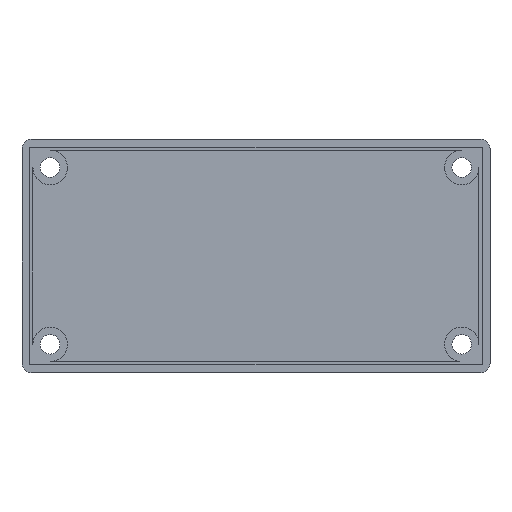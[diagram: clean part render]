
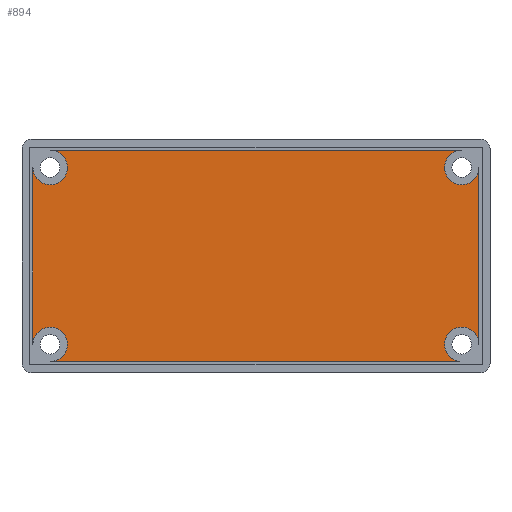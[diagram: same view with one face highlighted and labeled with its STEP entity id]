
A CAD part, top view. The second image highlights one B-rep face of the part: STEP entity #894.
In plain terms, the highlighted planar face has unit normal (0, 0, 1).
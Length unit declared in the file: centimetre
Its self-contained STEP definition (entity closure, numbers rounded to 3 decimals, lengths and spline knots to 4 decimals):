
#46=PLANE('',#966);
#104=VECTOR('',#1107,1.);
#108=VECTOR('',#1118,1.);
#112=VECTOR('',#1129,1.);
#116=VECTOR('',#1140,1.);
#192=LINE('',#1368,#104);
#196=LINE('',#1380,#108);
#200=LINE('',#1392,#112);
#204=LINE('',#1404,#116);
#282=VERTEX_POINT('',#1360);
#283=VERTEX_POINT('',#1361);
#286=VERTEX_POINT('',#1369);
#288=VERTEX_POINT('',#1375);
#290=VERTEX_POINT('',#1381);
#292=VERTEX_POINT('',#1387);
#294=VERTEX_POINT('',#1393);
#296=VERTEX_POINT('',#1399);
#342=CIRCLE('',#951,0.1397);
#344=CIRCLE('',#955,0.1397);
#346=CIRCLE('',#959,0.1397);
#348=CIRCLE('',#963,0.1397);
#422=EDGE_CURVE('',#282,#283,#342,.T.);
#426=EDGE_CURVE('',#283,#286,#192,.T.);
#429=EDGE_CURVE('',#286,#288,#344,.T.);
#432=EDGE_CURVE('',#288,#290,#196,.T.);
#435=EDGE_CURVE('',#290,#292,#346,.T.);
#438=EDGE_CURVE('',#292,#294,#200,.T.);
#441=EDGE_CURVE('',#294,#296,#348,.T.);
#444=EDGE_CURVE('',#296,#282,#204,.T.);
#602=ORIENTED_EDGE('',*,*,#422,.T.);
#603=ORIENTED_EDGE('',*,*,#426,.T.);
#604=ORIENTED_EDGE('',*,*,#429,.T.);
#605=ORIENTED_EDGE('',*,*,#432,.T.);
#606=ORIENTED_EDGE('',*,*,#435,.T.);
#607=ORIENTED_EDGE('',*,*,#438,.T.);
#608=ORIENTED_EDGE('',*,*,#441,.T.);
#609=ORIENTED_EDGE('',*,*,#444,.T.);
#774=EDGE_LOOP('',(#602,#603,#604,#605,#606,#607,#608,#609));
#836=FACE_BOUND('',#774,.T.);
#894=ADVANCED_FACE('',(#836),#46,.T.);
#951=AXIS2_PLACEMENT_3D('',#1359,#1100,#1101);
#955=AXIS2_PLACEMENT_3D('',#1374,#1112,#1113);
#959=AXIS2_PLACEMENT_3D('',#1386,#1123,#1124);
#963=AXIS2_PLACEMENT_3D('',#1398,#1134,#1135);
#966=AXIS2_PLACEMENT_3D('',#1406,#1142,$);
#1100=DIRECTION('',(0.,0.,-1.));
#1101=DIRECTION('',(0.14,0.,0.));
#1107=DIRECTION('',(-1.,0.,0.));
#1112=DIRECTION('',(0.,0.,-1.));
#1113=DIRECTION('',(0.14,0.,0.));
#1118=DIRECTION('',(0.,-1.,0.));
#1123=DIRECTION('',(0.,0.,-1.));
#1124=DIRECTION('',(0.14,0.,0.));
#1129=DIRECTION('',(1.,0.,0.));
#1134=DIRECTION('',(0.,0.,-1.));
#1135=DIRECTION('',(0.14,0.,0.));
#1140=DIRECTION('',(0.,1.,0.));
#1142=DIRECTION('',(0.,0.,1.));
#1359=CARTESIAN_POINT('',(-4.2569,4.082,-0.2286));
#1360=CARTESIAN_POINT('',(-4.1172,4.082,-0.2286));
#1361=CARTESIAN_POINT('',(-4.2569,4.2217,-0.2286));
#1368=CARTESIAN_POINT('',(-7.597,4.2217,-0.2286));
#1369=CARTESIAN_POINT('',(-7.597,4.2217,-0.2286));
#1374=CARTESIAN_POINT('',(-7.597,4.082,-0.2286));
#1375=CARTESIAN_POINT('',(-7.7367,4.082,-0.2286));
#1380=CARTESIAN_POINT('',(-7.7367,2.6469,-0.2286));
#1381=CARTESIAN_POINT('',(-7.7367,2.6469,-0.2286));
#1386=CARTESIAN_POINT('',(-7.597,2.6469,-0.2286));
#1387=CARTESIAN_POINT('',(-7.5969,2.5072,-0.2286));
#1392=CARTESIAN_POINT('',(-4.2749,2.5084,-0.2286));
#1393=CARTESIAN_POINT('',(-4.2749,2.5084,-0.2286));
#1398=CARTESIAN_POINT('',(-4.2569,2.6469,-0.2286));
#1399=CARTESIAN_POINT('',(-4.1172,2.6469,-0.2286));
#1404=CARTESIAN_POINT('',(-4.1172,4.082,-0.2286));
#1406=CARTESIAN_POINT('',(-5.9319,3.3671,-0.2286));
